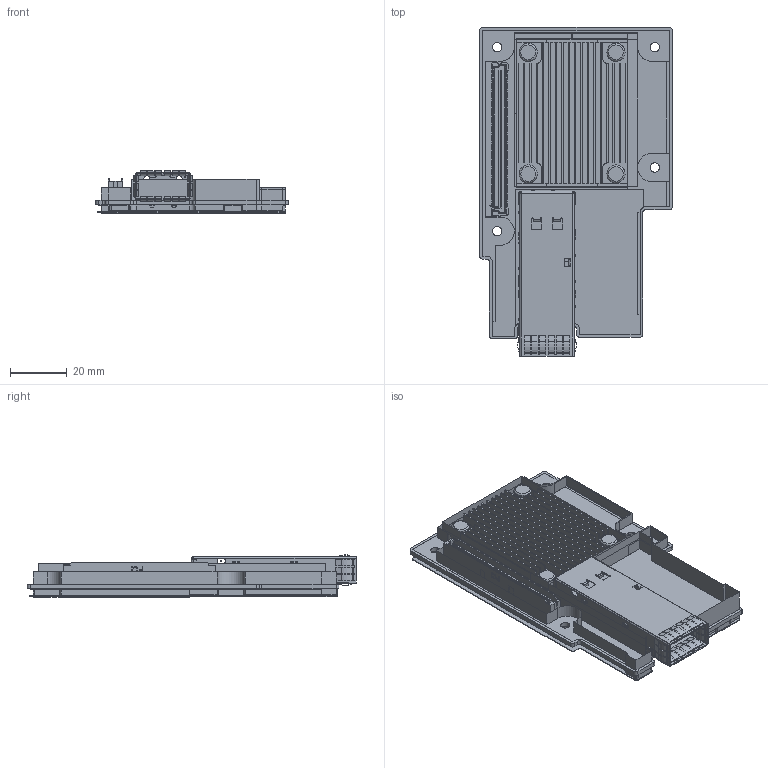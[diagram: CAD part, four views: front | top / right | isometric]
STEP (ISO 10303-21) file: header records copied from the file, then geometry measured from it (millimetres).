
FILE_DESCRIPTION(/* description */ ('LED SMT GREEN HIGH INTENSITY 565NM 0603'),/* implementation_level */ '2;1');
FILE_NAME(/* name */ 'MCX4431A-GCAN_A200.stp',/* time_stamp */ '2015-10-18T16:33:40+03:00',/* author */ ('yossin'),/* organization */ (''),/* preprocessor_version */ 'ST-DEVELOPER v16.1',/* originating_system */ 'Autodesk Inventor 2016',/* authorisation */ '');
FILE_SCHEMA (('AUTOMOTIVE_DESIGN { 1 0 10303 214 3 1 1 }'));
Products named in the file (16): LED000042; LED000015; CON000507; CON000629-MODELING; CON000674-MODELING; HSR-50A(N)-13C.; MEC005198_closed; MEC005198; HSK000141; MEC011551; MEC010578; MEC010795; MEC011550; PCB001207; SFG001703; SFG001703-DRW
Assembly tree (22 placements, depth 3):
  SFG001703-DRW
    SFG001703
      PCB001207
      LED000042
      LED000015
      CON000507
      CON000629-MODELING
      CON000674-MODELING
    MEC005198  x4
      HSR-50A(N)-13C.
      MEC005198_closed
    HSK000141
    MEC011550
      MEC011551
      MEC010578  x4
      MEC010795  x2
Bounding box: 68 x 116.32 x 14.92 mm (x, y, z)
Volume: 20737.3 mm3; surface area: 57539.5 mm2
Topology: 23 solids, 33 shells, 4593 faces, 13097 edges, 8315 vertices
Faces by surface type: plane 3594, cylinder 712, bspline 197, torus 40, cone 33, sphere 17
Full cylindrical faces by diameter (mm): 0.172 x1, 0.7 x1, 0.8 x1, 1.05 x12, 1.1 x1, 1.2 x1, 1.55 x2, 2.1 x2, 2.8 x4, 3 x4, 3.1 x4, 3.3 x4, 3.7 x4, 3.8 x4, 4.5 x2, 5 x4, 6.2 x4, 10 x4
Entity records: 145727 total; most frequent: CARTESIAN_POINT 30259, ORIENTED_EDGE 24548, DIRECTION 22029, EDGE_CURVE 12416, LINE 10771, VECTOR 10771, VERTEX_POINT 7926, AXIS2_PLACEMENT_3D 5629
